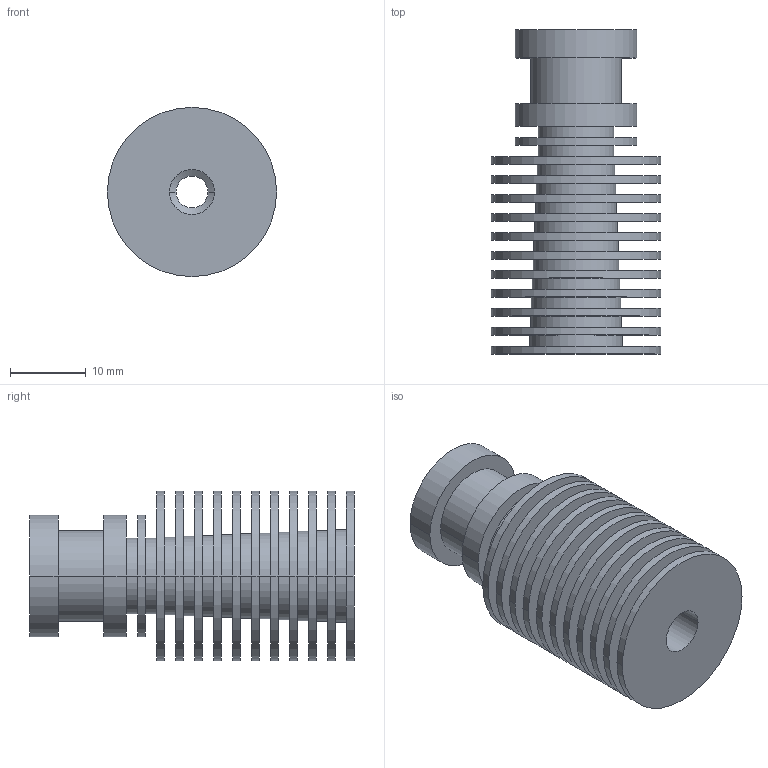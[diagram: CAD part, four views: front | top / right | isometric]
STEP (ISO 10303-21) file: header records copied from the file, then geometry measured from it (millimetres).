
FILE_DESCRIPTION((''),'2;1');
FILE_NAME('HEATSINK','2023-02-15T17:17:45',('matteo.grassi'),(''),'CREO PARAMETRIC BY PTC INC, 2018020','CREO PARAMETRIC BY PTC INC, 2018020','');
FILE_SCHEMA(('AUTOMOTIVE_DESIGN { 1 0 10303 214 1 1 1 1 }'));
Length unit declared in the file: millimetre
Products named in the file (1): HEATSINK
Bounding box: 22.3 x 42.7 x 22.3 mm (x, y, z)
Volume: 7153 mm3; surface area: 9979.6 mm2
Topology: 1 solids, 1 shells, 92 faces, 184 edges, 120 vertices
Faces by surface type: cylinder 60, plane 28, cone 4
Entity records: 3169 total; most frequent: DIRECTION 490, CARTESIAN_POINT 399, ORIENTED_EDGE 368, AXIS2_PLACEMENT_3D 213, PRESENTATION_STYLE_ASSIGNMENT 185, STYLED_ITEM 185, CURVE_STYLE 184, EDGE_CURVE 184
